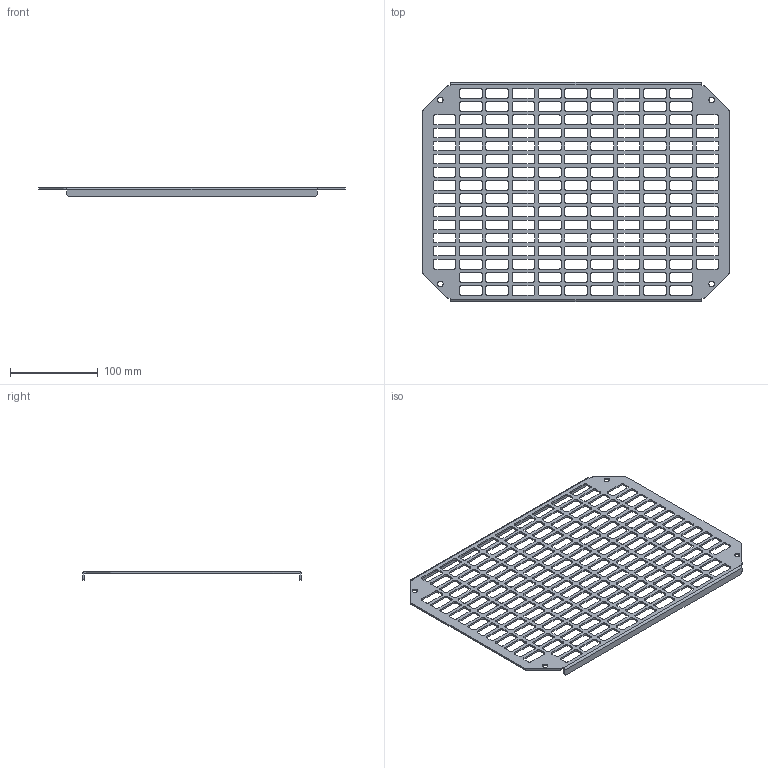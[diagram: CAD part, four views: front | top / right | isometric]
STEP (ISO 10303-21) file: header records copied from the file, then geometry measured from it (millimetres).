
FILE_DESCRIPTION (( 'STEP AP203' ), '1' );
FILE_NAME ('MPP 3040.STEP', '2021-12-08T13:56:07', ( '' ), ( '' ), 'SwSTEP 2.0', 'SolidWorks 2020', '' );
FILE_SCHEMA (( 'CONFIG_CONTROL_DESIGN' ));
Length unit declared in the file: millimetre
Products named in the file (1): MPP 3040
Bounding box: 350 x 250 x 10 mm (x, y, z)
Volume: 84044.2 mm3; surface area: 110230.7 mm2
Topology: 1 solids, 1 shells, 1390 faces, 4164 edges, 2776 vertices
Faces by surface type: cylinder 696, plane 694
Entity records: 47985 total; most frequent: DIRECTION 8338, CARTESIAN_POINT 8331, ORIENTED_EDGE 8328, EDGE_CURVE 4164, AXIS2_PLACEMENT_3D 2783, VERTEX_POINT 2776, VECTOR 2772, LINE 2772
